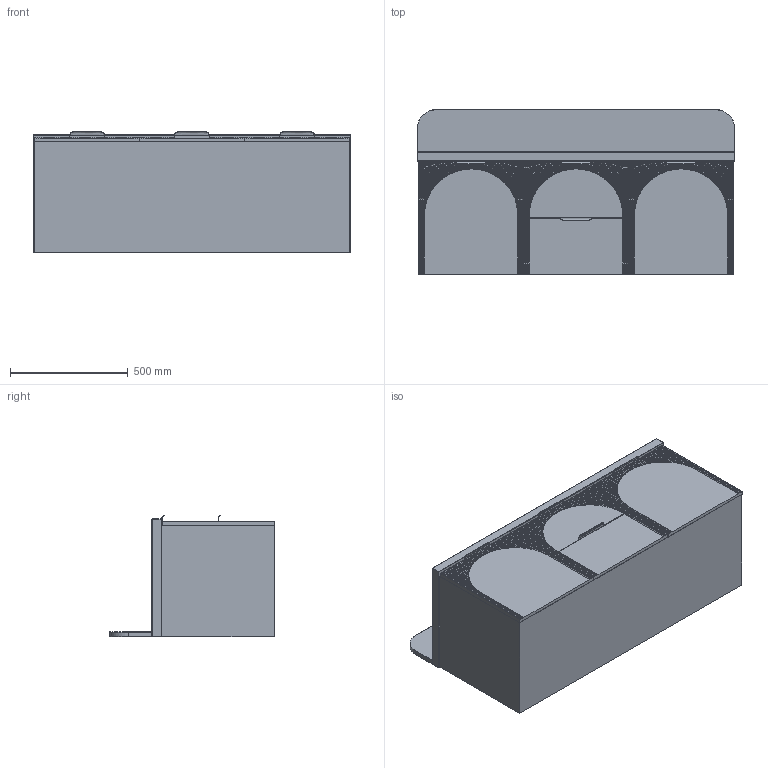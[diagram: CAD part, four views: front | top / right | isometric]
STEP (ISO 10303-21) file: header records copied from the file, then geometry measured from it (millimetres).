
FILE_DESCRIPTION (( 'STEP AP214' ), '1' );
FILE_NAME ('1350 Archie Double.STEP', '2022-02-16T04:14:13', ( '' ), ( '' ), 'SwSTEP 2.0', 'SolidWorks 2021', '' );
FILE_SCHEMA (( 'AUTOMOTIVE_DESIGN' ));
Length unit declared in the file: millimetre
Products named in the file (5): 1350 Archie Double; Arch Panel; 1350 Carcass Double; Carlisle; Arch Panel Split
Assembly tree (8 placements, depth 2):
  1350 Archie Double
    1350 Carcass Double
    Arch Panel  x2
    Arch Panel Split
    Carlisle  x4
Bounding box: 1350 x 700 x 515.21 mm (x, y, z)
Volume: 83728156.4 mm3; surface area: 8396138.1 mm2
Topology: 11 solids, 11 shells, 752 faces, 1882 edges, 1148 vertices
Faces by surface type: plane 538, cone 132, bspline 40, cylinder 34, torus 4, sphere 4
Entity records: 15455 total; most frequent: CARTESIAN_POINT 3678, ORIENTED_EDGE 2486, DIRECTION 2263, EDGE_CURVE 1243, LINE 815, VECTOR 815, VERTEX_POINT 760, AXIS2_PLACEMENT_3D 724
